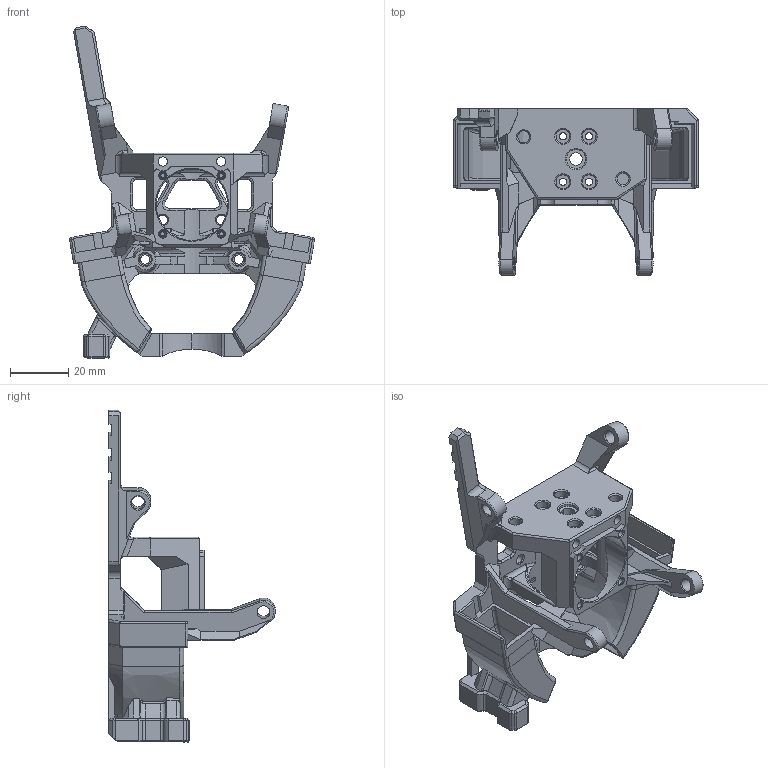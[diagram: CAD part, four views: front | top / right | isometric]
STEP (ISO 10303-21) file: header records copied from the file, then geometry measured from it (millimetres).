
FILE_DESCRIPTION(/* description */ (''),/* implementation_level */ '2;1');
FILE_NAME(/* name */ 'Toolhead Chube Air Orbiter.step',/* time_stamp */ '2024-04-26T21:31:24Z',/* author */ (''),/* organization */ (''),/* preprocessor_version */ 'ST-DEVELOPER v20',/* originating_system */ 'Autodesk Translation Framework v12.20.1.177',/* authorisation */ '');
FILE_SCHEMA (('AUTOMOTIVE_DESIGN { 1 0 10303 214 3 1 1 }'));
Length unit declared in the file: millimetre
Products named in the file (2): (Unsaved); Toolhead
Assembly tree (1 placements, depth 2):
  (Unsaved)
    Toolhead
Bounding box: 84.01 x 57.11 x 113.78 mm (x, y, z)
Volume: 39273 mm3; surface area: 29184.1 mm2
Topology: 1 solids, 1 shells, 701 faces, 1940 edges, 1229 vertices
Faces by surface type: plane 321, cylinder 174, bspline 104, cone 70, torus 28, sphere 4
Full cylindrical faces by diameter (mm): 2 x2, 2.3 x6, 2.5 x4, 3.2 x6, 4.1 x4, 4.4 x4, 4.7 x4, 6.2 x2, 6.5 x1, 27 x1
Entity records: 31629 total; most frequent: CARTESIAN_POINT 14219, ORIENTED_EDGE 3866, DIRECTION 3303, EDGE_CURVE 1933, VERTEX_POINT 1231, LINE 1105, VECTOR 1105, AXIS2_PLACEMENT_3D 1099
